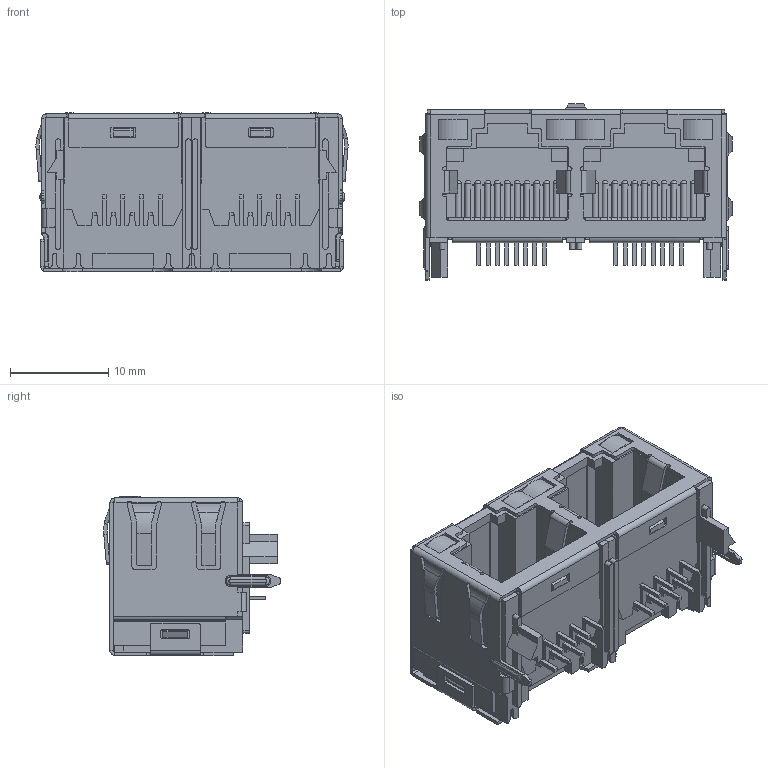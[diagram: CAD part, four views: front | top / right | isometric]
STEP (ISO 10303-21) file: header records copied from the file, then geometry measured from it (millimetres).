
FILE_DESCRIPTION((''),'2;1');
FILE_NAME('2xRJ45 Modular Jack - TE Connectivity 5-6610000-1.stp','2012-11-20T12:13:13',('sdarley'),(''),'Autodesk Inventor 2013','Autodesk Inventor 2013','');
FILE_SCHEMA(('AUTOMOTIVE_DESIGN { 1 0 10303 214 1 1 1 1 }'));
Length unit declared in the file: millimetre
Products named in the file (7): 2xRJ45 Modular Jack - TE Connectivity 5-6610000-1; TE Connectivity 2xRJ45 Modular Jack Housing; TE Connectivity 2xRJ45 Modular Jack Housing - Mirror; TE Connectivity 2xRJ45 Modular Jack Shield; TE Connectivity 2xRJ45 Modular Jack LED; TE Connectivity 2xRJ45 Modular Jack Pin; TE Connectivity 2xRJ45 Modular Jack Solder Pin
Assembly tree (39 placements, depth 2):
  2xRJ45 Modular Jack - TE Connectivity 5-6610000-1
    TE Connectivity 2xRJ45 Modular Jack Housing
    TE Connectivity 2xRJ45 Modular Jack Housing - Mirror
    TE Connectivity 2xRJ45 Modular Jack Shield
    TE Connectivity 2xRJ45 Modular Jack LED  x4
    TE Connectivity 2xRJ45 Modular Jack Pin  x16
    TE Connectivity 2xRJ45 Modular Jack Solder Pin  x16
Bounding box: 31.77 x 17.98 x 16.18 mm (x, y, z)
Volume: 3556.5 mm3; surface area: 8330.9 mm2
Topology: 39 solids, 39 shells, 1499 faces, 3943 edges, 2518 vertices
Faces by surface type: plane 1072, cylinder 377, bspline 24, sphere 22, torus 4
Entity records: 40413 total; most frequent: CARTESIAN_POINT 9256, ORIENTED_EDGE 6554, DIRECTION 6295, EDGE_CURVE 3277, VECTOR 2565, LINE 2565, VERTEX_POINT 2074, AXIS2_PLACEMENT_3D 1865
